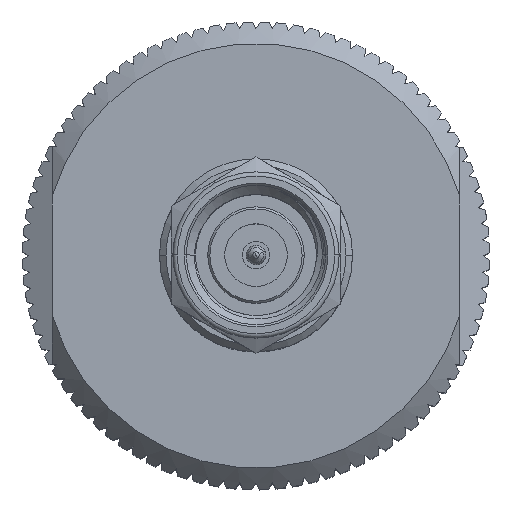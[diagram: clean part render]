
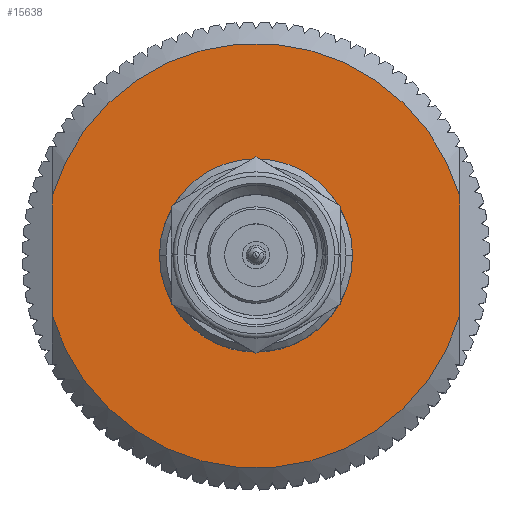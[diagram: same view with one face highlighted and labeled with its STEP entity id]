
A CAD part, top view. The second image highlights one B-rep face of the part: STEP entity #15638.
In plain terms, the highlighted planar face has unit normal (0, 0, 1).
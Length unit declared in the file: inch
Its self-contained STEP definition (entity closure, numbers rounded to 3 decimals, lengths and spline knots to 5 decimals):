
#578 = ORIENTED_EDGE ( 'NONE', *, *, #27545, .F. ) ;
#1117 = AXIS2_PLACEMENT_3D ( 'NONE', #16857, #20955, #1626 ) ;
#1187 = EDGE_LOOP ( 'NONE', ( #22629, #13291, #4349, #18349 ) ) ;
#1326 = AXIS2_PLACEMENT_3D ( 'NONE', #13288, #13150, #4379 ) ;
#1626 = DIRECTION ( 'NONE',  ( 1., 0., 0. ) ) ;
#1749 = FACE_BOUND ( 'NONE', #7391, .T. ) ;
#1789 = CARTESIAN_POINT ( 'NONE',  ( -0.36898, 0.14158, 1.45108 ) ) ;
#2416 = VECTOR ( 'NONE', #23746, 39.37008 ) ;
#2673 = CARTESIAN_POINT ( 'NONE',  ( 0.14283, 0.0319, 1.45108 ) ) ;
#3249 = AXIS2_PLACEMENT_3D ( 'NONE', #14520, #27309, #3664 ) ;
#3664 = DIRECTION ( 'NONE',  ( 1., 0., 0. ) ) ;
#3787 = DIRECTION ( 'NONE',  ( 0., 0., 1. ) ) ;
#4349 = ORIENTED_EDGE ( 'NONE', *, *, #4921, .T. ) ;
#4379 = DIRECTION ( 'NONE',  ( 1., 0., 0. ) ) ;
#4886 = VERTEX_POINT ( 'NONE', #23699 ) ;
#4921 = EDGE_CURVE ( 'NONE', #4886, #11504, #11679, .T. ) ;
#5351 = VERTEX_POINT ( 'NONE', #17185 ) ;
#6280 = LINE ( 'NONE', #12531, #8299 ) ;
#6414 = DIRECTION ( 'NONE',  ( 0., 1., 0. ) ) ;
#7391 = EDGE_LOOP ( 'NONE', ( #578, #10506 ) ) ;
#8299 = VECTOR ( 'NONE', #6414, 39.37008 ) ;
#8418 = EDGE_CURVE ( 'NONE', #24479, #11994, #21534, .T. ) ;
#9577 = CIRCLE ( 'NONE', #3249, 0.38976 ) ;
#10506 = ORIENTED_EDGE ( 'NONE', *, *, #8418, .F. ) ;
#11504 = VERTEX_POINT ( 'NONE', #1789 ) ;
#11679 = CIRCLE ( 'NONE', #1326, 0.38976 ) ;
#11994 = VERTEX_POINT ( 'NONE', #12617 ) ;
#12348 = PLANE ( 'NONE',  #1117 ) ;
#12429 = CARTESIAN_POINT ( 'NONE',  ( 0.00504, 0.0319, 1.45108 ) ) ;
#12531 = CARTESIAN_POINT ( 'NONE',  ( 0.37905, 0.48881, 1.45108 ) ) ;
#12617 = CARTESIAN_POINT ( 'NONE',  ( -0.13276, 0.0319, 1.45108 ) ) ;
#12793 = LINE ( 'NONE', #17163, #2416 ) ;
#13150 = DIRECTION ( 'NONE',  ( 0., 0., 1. ) ) ;
#13288 = CARTESIAN_POINT ( 'NONE',  ( 0.00504, 0.0319, 1.45108 ) ) ;
#13291 = ORIENTED_EDGE ( 'NONE', *, *, #17586, .T. ) ;
#13808 = CARTESIAN_POINT ( 'NONE',  ( -0.36898, -0.07777, 1.45108 ) ) ;
#14520 = CARTESIAN_POINT ( 'NONE',  ( 0.00504, 0.0319, 1.45108 ) ) ;
#14771 = AXIS2_PLACEMENT_3D ( 'NONE', #14821, #23277, #25485 ) ;
#14821 = CARTESIAN_POINT ( 'NONE',  ( 0.00504, 0.0319, 1.45108 ) ) ;
#15638 = ADVANCED_FACE ( 'NONE', ( #25234, #1749 ), #12348, .T. ) ;
#16857 = CARTESIAN_POINT ( 'NONE',  ( 0.00504, 0.0319, 1.45108 ) ) ;
#17163 = CARTESIAN_POINT ( 'NONE',  ( -0.36898, 0.48881, 1.45108 ) ) ;
#17185 = CARTESIAN_POINT ( 'NONE',  ( 0.37905, -0.07777, 1.45108 ) ) ;
#17576 = EDGE_CURVE ( 'NONE', #11504, #20206, #12793, .T. ) ;
#17586 = EDGE_CURVE ( 'NONE', #5351, #4886, #6280, .T. ) ;
#18349 = ORIENTED_EDGE ( 'NONE', *, *, #17576, .T. ) ;
#18729 = AXIS2_PLACEMENT_3D ( 'NONE', #12429, #3787, #25460 ) ;
#20206 = VERTEX_POINT ( 'NONE', #13808 ) ;
#20955 = DIRECTION ( 'NONE',  ( 0., 0., 1. ) ) ;
#21534 = CIRCLE ( 'NONE', #14771, 0.1378 ) ;
#22629 = ORIENTED_EDGE ( 'NONE', *, *, #24724, .T. ) ;
#23277 = DIRECTION ( 'NONE',  ( 0., 0., 1. ) ) ;
#23699 = CARTESIAN_POINT ( 'NONE',  ( 0.37905, 0.14158, 1.45108 ) ) ;
#23746 = DIRECTION ( 'NONE',  ( 0., -1., 0. ) ) ;
#24479 = VERTEX_POINT ( 'NONE', #2673 ) ;
#24724 = EDGE_CURVE ( 'NONE', #20206, #5351, #9577, .T. ) ;
#25234 = FACE_OUTER_BOUND ( 'NONE', #1187, .T. ) ;
#25460 = DIRECTION ( 'NONE',  ( 1., 0., 0. ) ) ;
#25485 = DIRECTION ( 'NONE',  ( 1., 0., 0. ) ) ;
#25838 = CIRCLE ( 'NONE', #18729, 0.1378 ) ;
#27309 = DIRECTION ( 'NONE',  ( 0., 0., 1. ) ) ;
#27545 = EDGE_CURVE ( 'NONE', #11994, #24479, #25838, .T. ) ;
